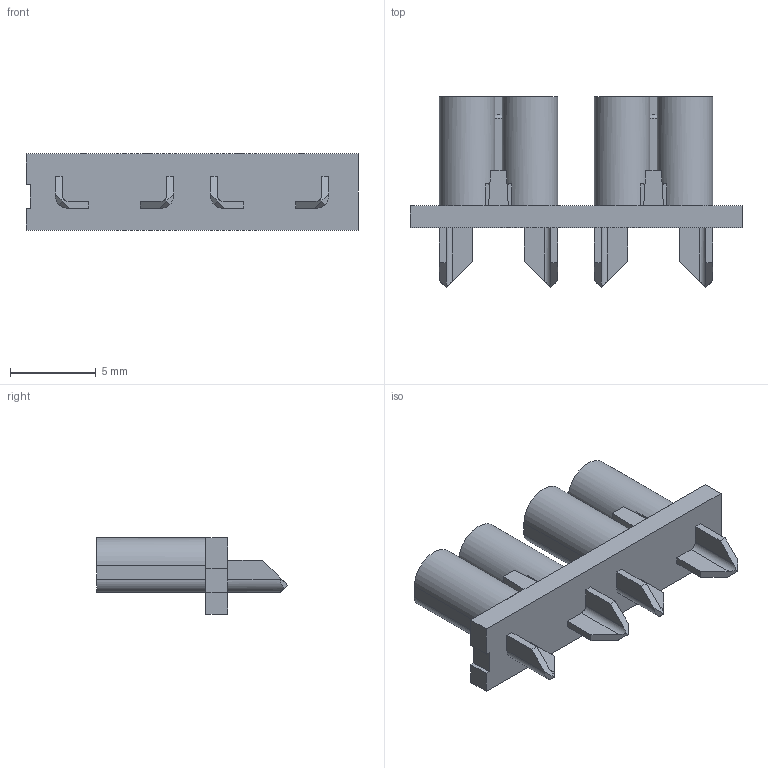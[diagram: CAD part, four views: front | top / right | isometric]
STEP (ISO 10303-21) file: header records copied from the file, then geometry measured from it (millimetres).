
FILE_DESCRIPTION (( 'STEP AP214' ), '1' );
FILE_NAME ('3522-2.STEP', '2018-11-05T12:17:07', ( '' ), ( '' ), 'SwSTEP 2.0', 'SolidWorks 2017', '' );
FILE_SCHEMA (( 'AUTOMOTIVE_DESIGN' ));
Length unit declared in the file: inch
Products named in the file (1): 3522-2
Bounding box: 19.3 x 11.1 x 4.45 mm (x, y, z)
Volume: 217.7 mm3; surface area: 827.2 mm2
Topology: 7 solids, 7 shells, 144 faces, 368 edges, 244 vertices
Faces by surface type: plane 100, cylinder 36, torus 8
Entity records: 4454 total; most frequent: CARTESIAN_POINT 817, ORIENTED_EDGE 736, DIRECTION 726, EDGE_CURVE 368, VECTOR 260, LINE 260, VERTEX_POINT 244, AXIS2_PLACEMENT_3D 233
